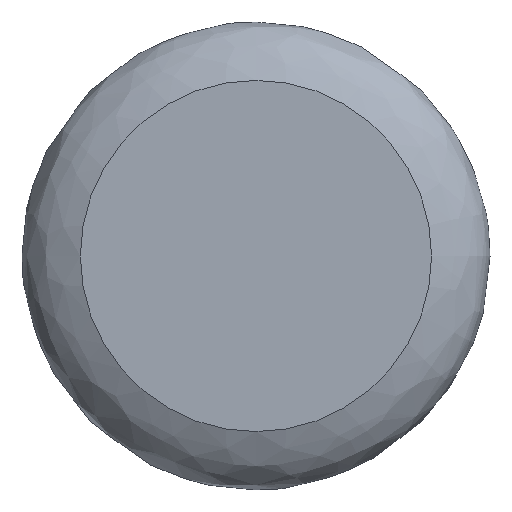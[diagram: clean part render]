
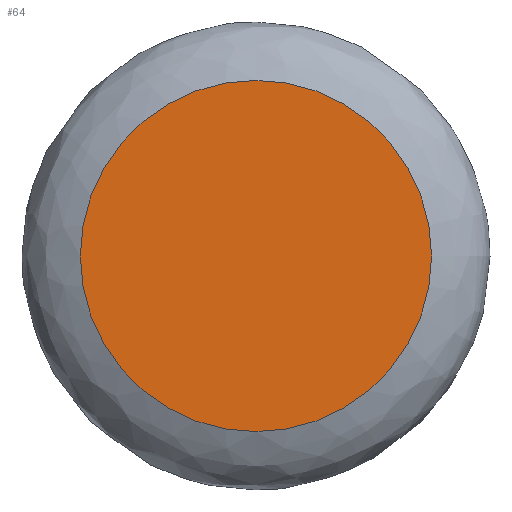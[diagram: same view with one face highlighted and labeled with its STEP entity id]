
A CAD part, front view. The second image highlights one B-rep face of the part: STEP entity #64.
In plain terms, the highlighted planar face has unit normal (0, -1, 0).
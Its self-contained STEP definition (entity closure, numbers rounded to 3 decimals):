
#20=PLANE('',#86);
#24=FACE_OUTER_BOUND('',#30,.T.);
#30=EDGE_LOOP('',(#55));
#37=CIRCLE('',#87,9.);
#41=VERTEX_POINT('',#119);
#46=EDGE_CURVE('',#41,#41,#37,.T.);
#55=ORIENTED_EDGE('',*,*,#46,.T.);
#64=ADVANCED_FACE('',(#24),#20,.T.);
#86=AXIS2_PLACEMENT_3D('',#118,#103,#104);
#87=AXIS2_PLACEMENT_3D('',#120,#105,#106);
#103=DIRECTION('center_axis',(0.,-1.,0.));
#104=DIRECTION('ref_axis',(0.,0.,-1.));
#105=DIRECTION('center_axis',(0.,-1.,0.));
#106=DIRECTION('ref_axis',(1.,0.,0.));
#118=CARTESIAN_POINT('Origin',(5.,0.,0.));
#119=CARTESIAN_POINT('',(9.,0.,0.));
#120=CARTESIAN_POINT('Origin',(0.,0.,0.));
